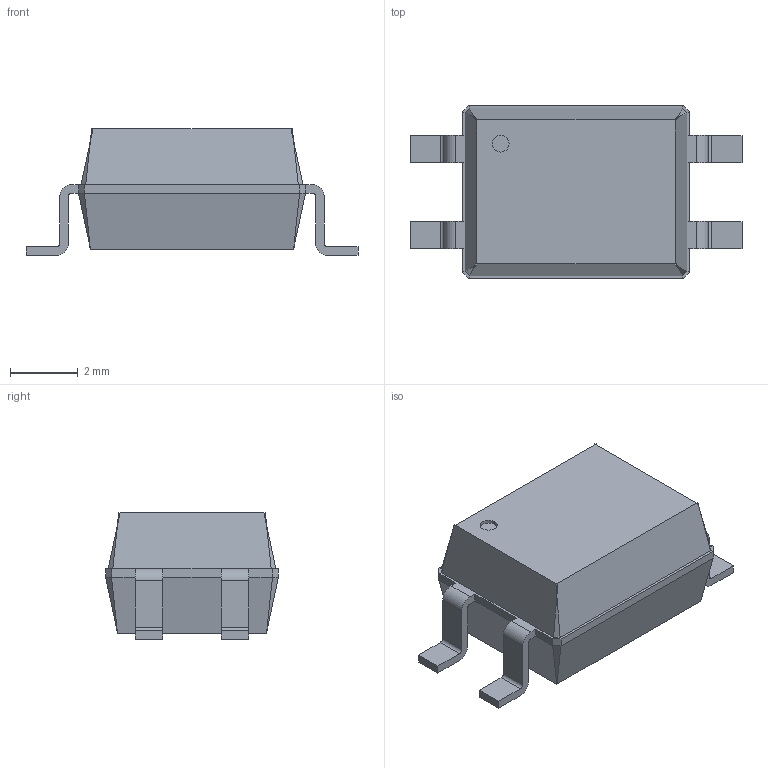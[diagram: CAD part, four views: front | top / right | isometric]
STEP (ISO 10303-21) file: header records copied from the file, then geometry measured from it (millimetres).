
FILE_DESCRIPTION(/* description */ ('model of SSO-4_6.7x5.1mm_P2.54mm_Clearance8mm'),/* implementation_level */ '2;1');
FILE_NAME(/* name */ 'SSO-4_6.7x5.1mm_P2.54mm_Clearance8mm.step',/* time_stamp */ '2018-02-14T21:40:53',/* author */ ('kicad StepUp','ksu'),/* organization */ ('FreeCAD'),/* preprocessor_version */ 'OCC',/* originating_system */ 'kicad StepUp',/* authorisation */ '');
FILE_SCHEMA(('AUTOMOTIVE_DESIGN { 1 0 10303 214 1 1 1 1 }'));
Length unit declared in the file: millimetre
Products named in the file (1): SSO_4_67x51mm_P254mm_Clearance8mm
Bounding box: 9.8 x 5.1 x 3.73 mm (x, y, z)
Volume: 107.9 mm3; surface area: 159.1 mm2
Topology: 1 solids, 1 shells, 104 faces, 255 edges, 154 vertices
Faces by surface type: plane 59, bspline 28, cylinder 17
Full cylindrical faces by diameter (mm): 0.5 x1
Entity records: 3431 total; most frequent: CARTESIAN_POINT 598, ORIENTED_EDGE 478, DIRECTION 379, EDGE_CURVE 239, LINE 173, VECTOR 173, VERTEX_POINT 146, AXIS2_PLACEMENT_3D 103
